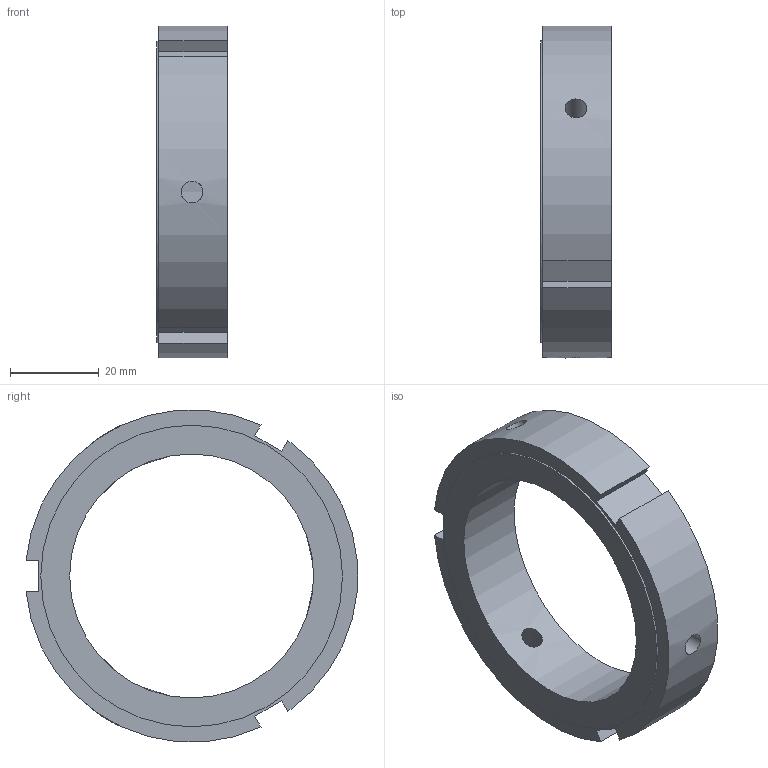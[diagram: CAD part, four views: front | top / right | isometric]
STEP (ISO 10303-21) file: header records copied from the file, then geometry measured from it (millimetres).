
FILE_DESCRIPTION((''),'2;1');
FILE_NAME('FKD ZMT 55.stp','2014-07-16T14:46:16',('fkd-ct1n'),(''),'Autodesk Inventor 2011','Autodesk Inventor 2011','');
FILE_SCHEMA(('AUTOMOTIVE_DESIGN { 1 0 10303 214 1 1 1 1 }'));
Length unit declared in the file: millimetre
Products named in the file (1): FKD ZMT 55
Bounding box: 16 x 74.84 x 74.74 mm (x, y, z)
Volume: 30750.8 mm3; surface area: 11097.3 mm2
Topology: 1 solids, 1 shells, 20 faces, 51 edges, 34 vertices
Faces by surface type: plane 12, cylinder 8
Full cylindrical faces by diameter (mm): 4.917 x3, 55 x1, 68 x1
Entity records: 830 total; most frequent: CARTESIAN_POINT 299, DIRECTION 92, ORIENTED_EDGE 92, EDGE_CURVE 46, VERTEX_POINT 34, EDGE_LOOP 34, AXIS2_PLACEMENT_3D 31, VECTOR 30
